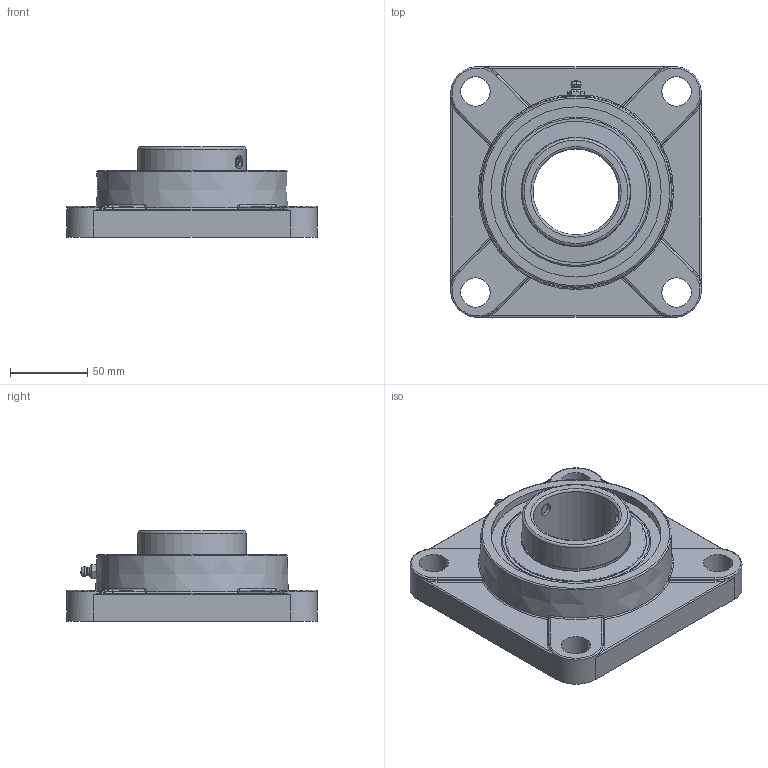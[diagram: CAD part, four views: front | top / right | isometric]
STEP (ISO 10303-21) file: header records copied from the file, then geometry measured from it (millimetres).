
FILE_DESCRIPTION(/* description */ ('Alibre Inc.'),/* implementation_level */ '2;1');
FILE_NAME(/* name */ 'export0',/* time_stamp */ '2018-05-22T08:23:32-07:00',/* author */ (''),/* organization */ (''),/* preprocessor_version */ 'ST-DEVELOPER v14',/* originating_system */ 'Alibre',/* authorisation */ '');
FILE_SCHEMA (('AUTOMOTIVE_DESIGN'));
Length unit declared in the file: centimetre
Products named in the file (7): 3
Bounding box: 162 x 162 x 58.4 mm (x, y, z)
Volume: 509579.3 mm3; surface area: 129881.1 mm2
Topology: 8 solids, 8 shells, 222 faces, 529 edges, 303 vertices
Faces by surface type: plane 66, cylinder 61, torus 31, bspline 28, cone 19, sphere 17
Full cylindrical faces by diameter (mm): 1.507 x2, 6 x2, 8.382 x4, 19 x4, 55.562 x1, 69.85 x3, 70.866 x2, 88.9 x1, 91.44 x2, 109.22 x1, 110.109 x1
Entity records: 9591 total; most frequent: CARTESIAN_POINT 5244, ORIENTED_EDGE 826, DIRECTION 822, EDGE_CURVE 413, AXIS2_PLACEMENT_3D 389, EDGE_LOOP 268, FACE_BOUND 268, VERTEX_POINT 259
